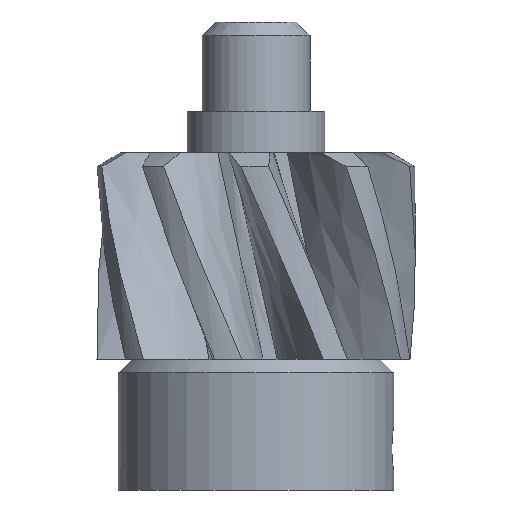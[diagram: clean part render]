
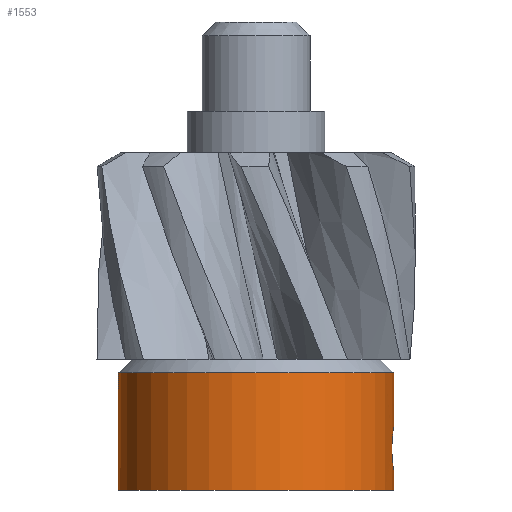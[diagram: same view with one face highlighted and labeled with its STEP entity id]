
A CAD part, left-side view. The second image highlights one B-rep face of the part: STEP entity #1553.
In plain terms, the highlighted cylindrical face has radius 10 mm (diameter 20 mm), a full revolution.
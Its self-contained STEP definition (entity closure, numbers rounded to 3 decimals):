
#16=FACE_BOUND('',#232,.T.);
#140=FACE_OUTER_BOUND('',#231,.T.);
#231=EDGE_LOOP('',(#1194,#1195,#1196,#1197,#1198,#1199));
#232=EDGE_LOOP('',(#1200));
#283=B_SPLINE_CURVE_WITH_KNOTS('',3,(#2049,#2050,#2051,#2052,#2053,#2054,
#2055,#2056,#2057,#2058,#2059,#2060,#2061,#2062,#2063,#2064,#2065,#2066,
#2067,#2068,#2069,#2070,#2071,#2072,#2073,#2074,#2075,#2076,#2077,#2078,
#2079,#2080,#2081,#2082),.UNSPECIFIED.,.T.,.F.,(4,2,2,2,2,2,2,2,2,2,2,2,
2,2,2,2,4),(0.,0.06,0.121,0.181,0.242,
0.302,0.362,0.423,0.483,
0.543,0.604,0.664,0.725,
0.785,0.845,0.906,0.966),
 .UNSPECIFIED.);
#450=LINE('',#2894,#472);
#472=VECTOR('',#1923,10.);
#536=CIRCLE('',#1701,10.);
#537=CIRCLE('',#1702,10.);
#538=CIRCLE('',#1703,10.);
#539=CIRCLE('',#1704,10.);
#561=VERTEX_POINT('',#2047);
#682=VERTEX_POINT('',#2891);
#683=VERTEX_POINT('',#2893);
#684=VERTEX_POINT('',#2895);
#685=VERTEX_POINT('',#2897);
#733=EDGE_CURVE('',#561,#561,#283,.T.);
#884=EDGE_CURVE('',#682,#682,#536,.T.);
#885=EDGE_CURVE('',#682,#683,#450,.T.);
#886=EDGE_CURVE('',#684,#683,#537,.T.);
#887=EDGE_CURVE('',#685,#684,#538,.T.);
#888=EDGE_CURVE('',#683,#685,#539,.T.);
#1194=ORIENTED_EDGE('',*,*,#884,.T.);
#1195=ORIENTED_EDGE('',*,*,#885,.T.);
#1196=ORIENTED_EDGE('',*,*,#886,.F.);
#1197=ORIENTED_EDGE('',*,*,#887,.F.);
#1198=ORIENTED_EDGE('',*,*,#888,.F.);
#1199=ORIENTED_EDGE('',*,*,#885,.F.);
#1200=ORIENTED_EDGE('',*,*,#733,.T.);
#1508=CYLINDRICAL_SURFACE('',#1700,10.);
#1553=ADVANCED_FACE('',(#140,#16),#1508,.T.);
#1700=AXIS2_PLACEMENT_3D('',#2890,#1919,#1920);
#1701=AXIS2_PLACEMENT_3D('',#2892,#1921,#1922);
#1702=AXIS2_PLACEMENT_3D('',#2896,#1924,#1925);
#1703=AXIS2_PLACEMENT_3D('',#2898,#1926,#1927);
#1704=AXIS2_PLACEMENT_3D('',#2899,#1928,#1929);
#1919=DIRECTION('center_axis',(0.,0.,-1.));
#1920=DIRECTION('ref_axis',(-1.,0.,0.));
#1921=DIRECTION('center_axis',(0.,0.,1.));
#1922=DIRECTION('ref_axis',(-1.,0.,0.));
#1923=DIRECTION('',(0.,0.,1.));
#1924=DIRECTION('center_axis',(0.,0.,1.));
#1925=DIRECTION('ref_axis',(1.,0.,0.));
#1926=DIRECTION('center_axis',(0.,0.,1.));
#1927=DIRECTION('ref_axis',(1.,0.,0.));
#1928=DIRECTION('center_axis',(0.,0.,1.));
#1929=DIRECTION('ref_axis',(1.,0.,0.));
#2047=CARTESIAN_POINT('',(-1.6,-9.871,-6.5));
#2049=CARTESIAN_POINT('Ctrl Pts',(-1.6,-9.871,-6.5));
#2050=CARTESIAN_POINT('Ctrl Pts',(-1.6,-9.871,-6.299));
#2051=CARTESIAN_POINT('Ctrl Pts',(-1.56,-9.878,-6.084));
#2052=CARTESIAN_POINT('Ctrl Pts',(-1.396,-9.902,-5.69));
#2053=CARTESIAN_POINT('Ctrl Pts',(-1.273,-9.92,-5.51));
#2054=CARTESIAN_POINT('Ctrl Pts',(-0.99,-9.952,
-5.227));
#2055=CARTESIAN_POINT('Ctrl Pts',(-0.81,-9.969,
-5.104));
#2056=CARTESIAN_POINT('Ctrl Pts',(-0.416,-9.993,
-4.94));
#2057=CARTESIAN_POINT('Ctrl Pts',(-0.201,-10.,-4.9));
#2058=CARTESIAN_POINT('Ctrl Pts',(0.201,-10.,-4.9));
#2059=CARTESIAN_POINT('Ctrl Pts',(0.416,-9.993,-4.94));
#2060=CARTESIAN_POINT('Ctrl Pts',(0.81,-9.969,-5.104));
#2061=CARTESIAN_POINT('Ctrl Pts',(0.99,-9.952,-5.227));
#2062=CARTESIAN_POINT('Ctrl Pts',(1.273,-9.92,-5.51));
#2063=CARTESIAN_POINT('Ctrl Pts',(1.396,-9.902,-5.69));
#2064=CARTESIAN_POINT('Ctrl Pts',(1.56,-9.878,-6.084));
#2065=CARTESIAN_POINT('Ctrl Pts',(1.6,-9.871,-6.299));
#2066=CARTESIAN_POINT('Ctrl Pts',(1.6,-9.871,-6.701));
#2067=CARTESIAN_POINT('Ctrl Pts',(1.56,-9.878,-6.916));
#2068=CARTESIAN_POINT('Ctrl Pts',(1.396,-9.902,-7.31));
#2069=CARTESIAN_POINT('Ctrl Pts',(1.273,-9.92,-7.49));
#2070=CARTESIAN_POINT('Ctrl Pts',(0.99,-9.952,-7.773));
#2071=CARTESIAN_POINT('Ctrl Pts',(0.81,-9.969,-7.896));
#2072=CARTESIAN_POINT('Ctrl Pts',(0.416,-9.993,-8.06));
#2073=CARTESIAN_POINT('Ctrl Pts',(0.201,-10.,-8.1));
#2074=CARTESIAN_POINT('Ctrl Pts',(-0.201,-10.,-8.1));
#2075=CARTESIAN_POINT('Ctrl Pts',(-0.416,-9.993,
-8.06));
#2076=CARTESIAN_POINT('Ctrl Pts',(-0.81,-9.969,
-7.896));
#2077=CARTESIAN_POINT('Ctrl Pts',(-0.99,-9.952,
-7.773));
#2078=CARTESIAN_POINT('Ctrl Pts',(-1.273,-9.92,-7.49));
#2079=CARTESIAN_POINT('Ctrl Pts',(-1.396,-9.902,-7.31));
#2080=CARTESIAN_POINT('Ctrl Pts',(-1.56,-9.878,-6.916));
#2081=CARTESIAN_POINT('Ctrl Pts',(-1.6,-9.871,-6.701));
#2082=CARTESIAN_POINT('Ctrl Pts',(-1.6,-9.871,-6.5));
#2890=CARTESIAN_POINT('Origin',(0.,0.,0.));
#2891=CARTESIAN_POINT('',(10.,0.,-9.5));
#2892=CARTESIAN_POINT('Origin',(0.,0.,-9.5));
#2893=CARTESIAN_POINT('',(10.,0.,-1.));
#2894=CARTESIAN_POINT('',(10.,0.,0.));
#2895=CARTESIAN_POINT('',(-10.,0.,-1.));
#2896=CARTESIAN_POINT('Origin',(0.,0.,-1.));
#2897=CARTESIAN_POINT('',(4.936,8.697,-1.));
#2898=CARTESIAN_POINT('Origin',(0.,0.,-1.));
#2899=CARTESIAN_POINT('Origin',(0.,0.,-1.));
